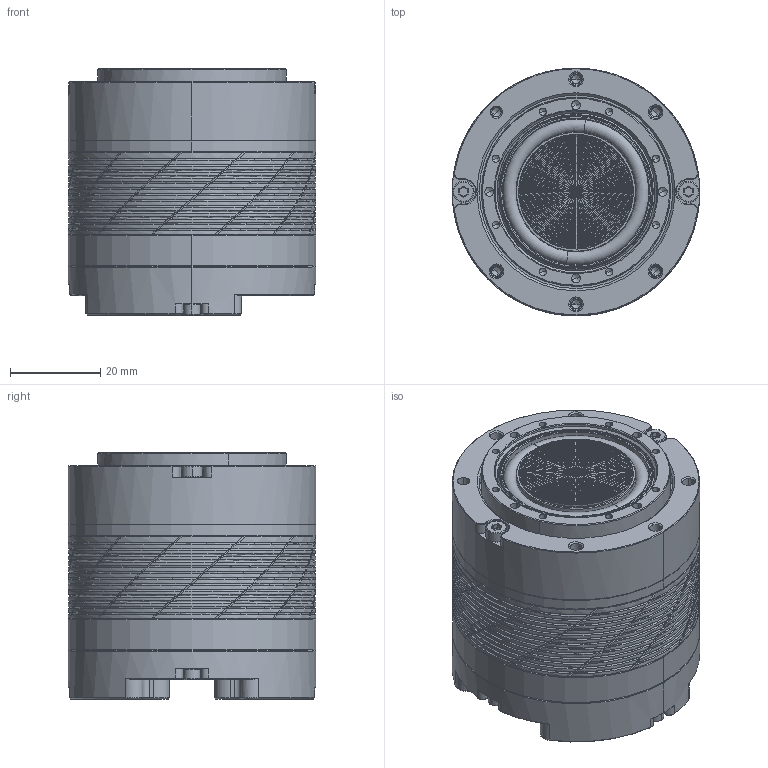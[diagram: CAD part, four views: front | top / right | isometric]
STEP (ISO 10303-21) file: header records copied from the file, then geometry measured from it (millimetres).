
FILE_DESCRIPTION((''),'2;1');
FILE_NAME('36-1411-0915_SW0002','2023-09-15T',('Lenovo'),(''),'CREO PARAMETRIC BY PTC INC, 2017170','CREO PARAMETRIC BY PTC INC, 2017170','');
FILE_SCHEMA(('CONFIG_CONTROL_DESIGN'));
Length unit declared in the file: millimetre
Products named in the file (1): 36-1411-0915_SW0002
Bounding box: 55 x 55 x 54.7 mm (x, y, z)
Volume: 117392.4 mm3; surface area: 23622.8 mm2
Topology: 1 solids, 1 shells, 3429 faces, 9512 edges, 6095 vertices
Faces by surface type: cylinder 1274, plane 1167, torus 510, cone 226, bspline 212, sphere 36, extrusion 4
Entity records: 146427 total; most frequent: CARTESIAN_POINT 35158, ORIENTED_EDGE 18896, DIRECTION 18348, EDGE_CURVE 9448, AXIS2_PLACEMENT_3D 7101, VERTEX_POINT 6095, VECTOR 4146, LINE 4142
